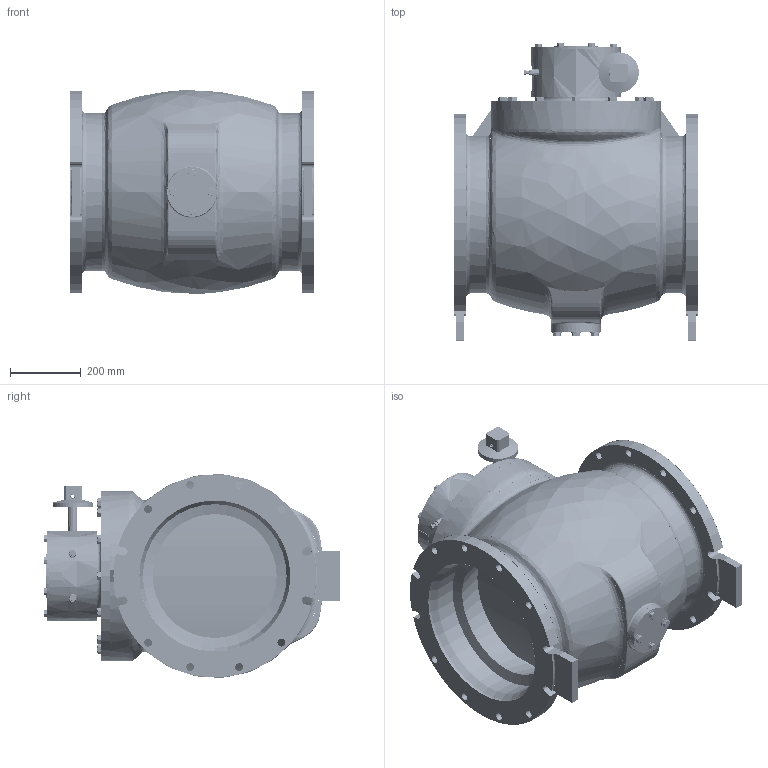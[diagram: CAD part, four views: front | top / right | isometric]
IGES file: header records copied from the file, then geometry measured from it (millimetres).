
Start section: SolidWorks IGES file using analytic representation for surfaces
Global section: file name: Plug MJxMJ-16in-Nut.igs; native system: SolidWorks 2014; preprocessor: SolidWorks 2014; author: PRINCE; date: 170423.194808; units: inch
Bounding box: 692.15 x 839.83 x 575.84 mm (x, y, z)
Surface area: 5300403.6 mm2 (no closed solid volume)
Topology: 0 solids, 0 shells, 2046 faces, 36249 edges, 36153 vertices
Faces by surface type: revolution 1129, bspline 917
